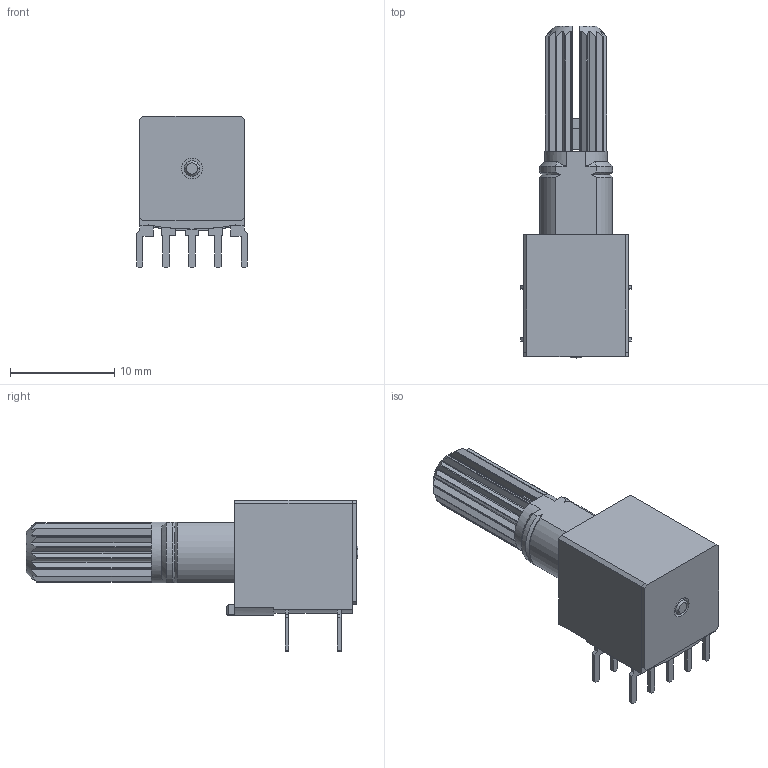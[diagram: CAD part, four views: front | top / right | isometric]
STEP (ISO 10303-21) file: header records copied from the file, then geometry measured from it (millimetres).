
FILE_DESCRIPTION (( 'STEP AP214' ), '1' );
FILE_NAME ('SRBM131400.STEP', '2011-12-09T04:58:19', ( ' ' ), ( '' ), 'SwSTEP 2.0', 'SolidWorks 2010', '' );
FILE_SCHEMA (( 'AUTOMOTIVE_DESIGN' ));
Length unit declared in the file: millimetre
Products named in the file (1): SRBM131400
Bounding box: 10.6 x 31.8 x 14.5 mm (x, y, z)
Volume: 1763.8 mm3; surface area: 1323.6 mm2
Topology: 1 solids, 1 shells, 292 faces, 822 edges, 539 vertices
Faces by surface type: plane 251, cylinder 30, cone 11
Entity records: 12525 total; most frequent: CARTESIAN_POINT 1912, ORIENTED_EDGE 1644, DIRECTION 1437, EDGE_CURVE 822, LINE 621, VECTOR 621, VERTEX_POINT 539, AXIS2_PLACEMENT_3D 408
